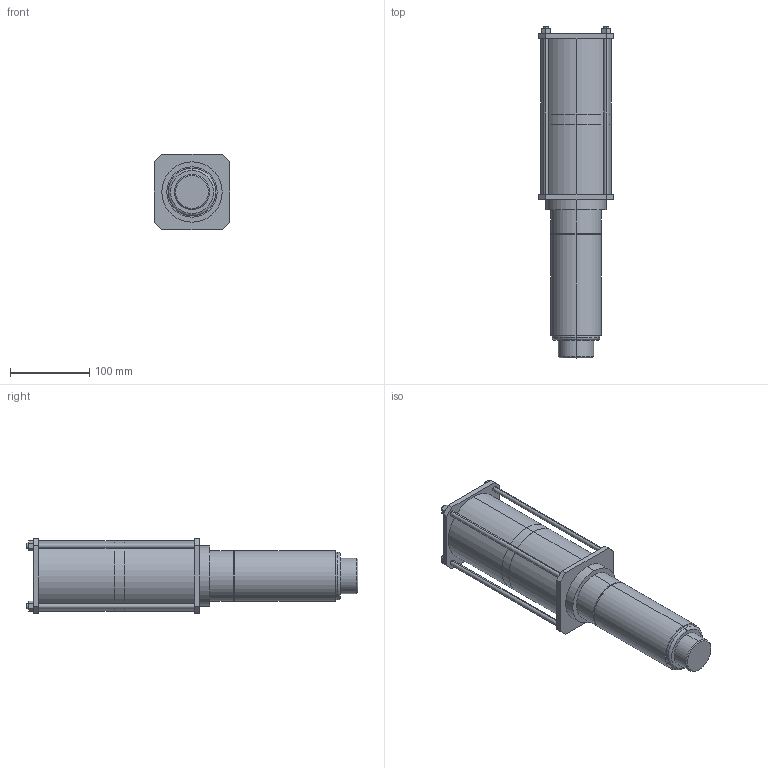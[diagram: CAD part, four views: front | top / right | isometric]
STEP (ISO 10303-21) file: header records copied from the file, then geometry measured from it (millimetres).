
FILE_DESCRIPTION (( 'STEP AP203' ), '1' );
FILE_NAME ('MC12-5-4.STEP', '2008-03-18T12:14:45', ( 'Bruce Toner' ), ( 'Effective Automation' ), 'SwSTEP 2.0', 'SolidWorks 2006233', '' );
FILE_SCHEMA (( 'CONFIG_CONTROL_DESIGN' ));
Length unit declared in the file: inch
Products named in the file (1): MC12-5-4
Bounding box: 95.25 x 419.1 x 95.25 mm (x, y, z)
Volume: 1973394.9 mm3; surface area: 139130.5 mm2
Topology: 1 solids, 1 shells, 105 faces, 246 edges, 161 vertices
Faces by surface type: plane 61, cylinder 36, cone 6, torus 2
Entity records: 3095 total; most frequent: DIRECTION 538, CARTESIAN_POINT 511, ORIENTED_EDGE 488, EDGE_CURVE 244, AXIS2_PLACEMENT_3D 188, VECTOR 162, LINE 162, VERTEX_POINT 161
